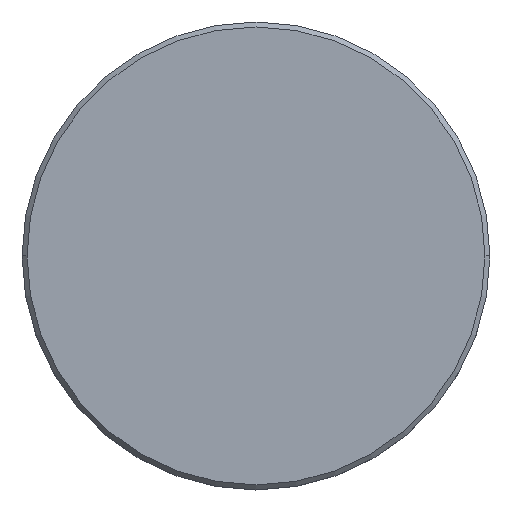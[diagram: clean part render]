
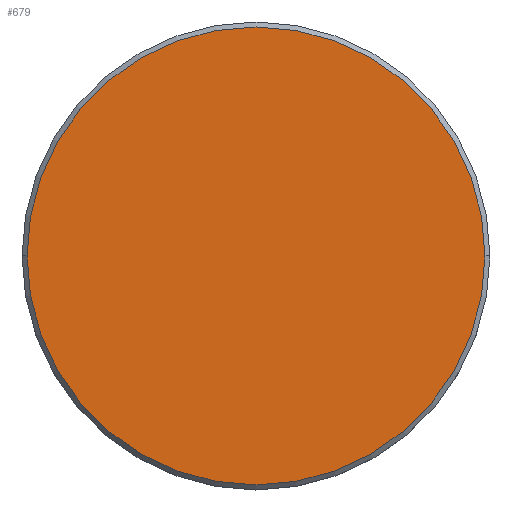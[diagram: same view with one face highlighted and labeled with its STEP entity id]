
A CAD part, top view. The second image highlights one B-rep face of the part: STEP entity #679.
In plain terms, the highlighted planar face has unit normal (0, 0, 1).
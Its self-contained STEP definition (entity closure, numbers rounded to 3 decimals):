
#54 = VERTEX_POINT ( 'NONE', #881 ) ;
#89 = ORIENTED_EDGE ( 'NONE', *, *, #365, .T. ) ;
#136 = EDGE_CURVE ( 'NONE', #54, #822, #164, .T. ) ;
#152 = DIRECTION ( 'NONE',  ( 0., 0., 1. ) ) ;
#164 = CIRCLE ( 'NONE', #448, 23. ) ;
#209 = CARTESIAN_POINT ( 'NONE',  ( 0., 0., 0. ) ) ;
#217 = DIRECTION ( 'NONE',  ( 0., 0., 1. ) ) ;
#342 = DIRECTION ( 'NONE',  ( 1., 0., 0. ) ) ;
#365 = EDGE_CURVE ( 'NONE', #822, #54, #502, .T. ) ;
#448 = AXIS2_PLACEMENT_3D ( 'NONE', #796, #152, #971 ) ;
#502 = CIRCLE ( 'NONE', #771, 23. ) ;
#550 = PLANE ( 'NONE',  #1151 ) ;
#679 = ADVANCED_FACE ( 'NONE', ( #1166 ), #550, .T. ) ;
#739 = CARTESIAN_POINT ( 'NONE',  ( 23., 0., 0. ) ) ;
#771 = AXIS2_PLACEMENT_3D ( 'NONE', #209, #217, #1112 ) ;
#796 = CARTESIAN_POINT ( 'NONE',  ( 0., 0., 0. ) ) ;
#822 = VERTEX_POINT ( 'NONE', #739 ) ;
#881 = CARTESIAN_POINT ( 'NONE',  ( -23., 0., 0. ) ) ;
#892 = EDGE_LOOP ( 'NONE', ( #998, #89 ) ) ;
#971 = DIRECTION ( 'NONE',  ( 1., 0., 0. ) ) ;
#998 = ORIENTED_EDGE ( 'NONE', *, *, #136, .T. ) ;
#1097 = CARTESIAN_POINT ( 'NONE',  ( 0., 0., 0. ) ) ;
#1112 = DIRECTION ( 'NONE',  ( 1., 0., 0. ) ) ;
#1151 = AXIS2_PLACEMENT_3D ( 'NONE', #1097, #1160, #342 ) ;
#1160 = DIRECTION ( 'NONE',  ( 0., 0., 1. ) ) ;
#1166 = FACE_OUTER_BOUND ( 'NONE', #892, .T. ) ;
